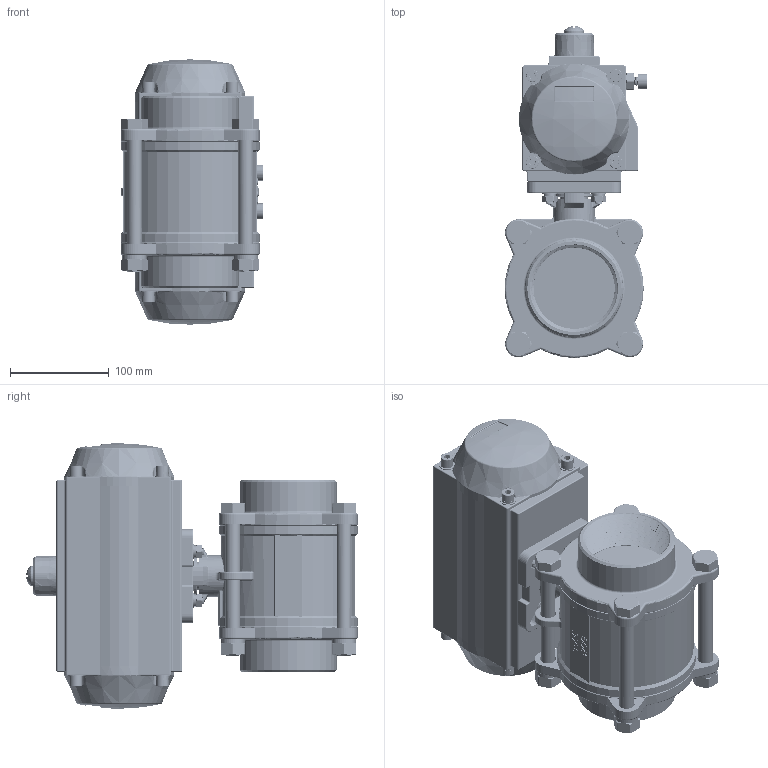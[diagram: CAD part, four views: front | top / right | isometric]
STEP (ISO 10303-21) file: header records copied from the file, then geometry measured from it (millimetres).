
FILE_DESCRIPTION (( 'STEP AP214' ), '1' );
FILE_NAME ('KD3.STEP', '2019-02-11T18:28:58', ( '' ), ( '' ), 'SwSTEP 2.0', 'SolidWorks 2016', '' );
FILE_SCHEMA (( 'AUTOMOTIVE_DESIGN' ));
Length unit declared in the file: millimetre
Products named in the file (1): KD3
Bounding box: 144.75 x 336.44 x 269 mm (x, y, z)
Volume: 5515887.5 mm3; surface area: 541170.9 mm2
Topology: 52 solids, 52 shells, 3401 faces, 8751 edges, 5479 vertices
Faces by surface type: cylinder 1606, plane 660, bspline 461, cone 312, torus 267, sphere 95
Entity records: 335164 total; most frequent: CARTESIAN_POINT 223669, ORIENTED_EDGE 17378, DIRECTION 13266, EDGE_CURVE 8689, VERTEX_POINT 5479, AXIS2_PLACEMENT_3D 5159, EDGE_LOOP 3566, UNCERTAINTY_MEASURE_WITH_UNIT 3455
